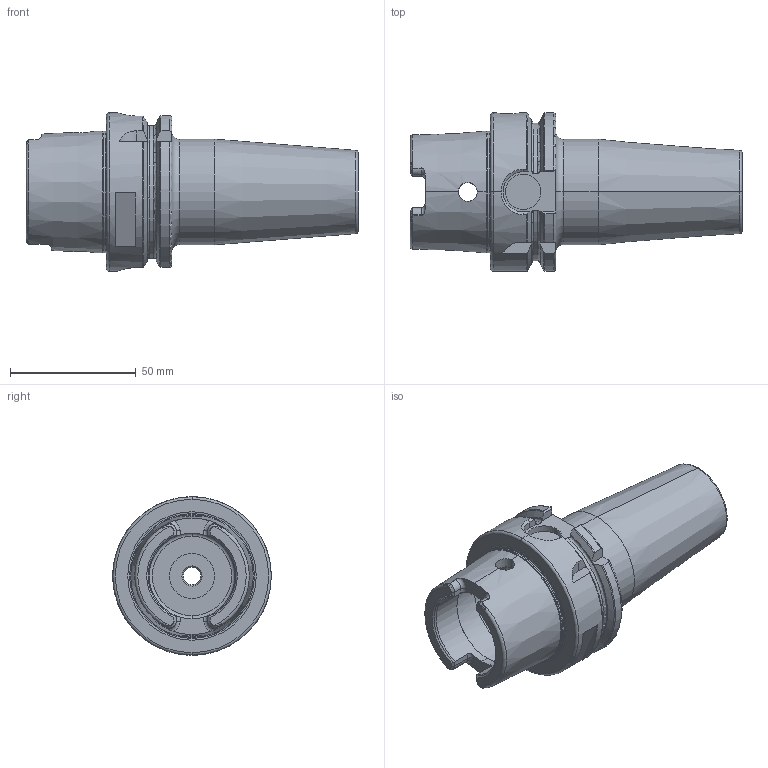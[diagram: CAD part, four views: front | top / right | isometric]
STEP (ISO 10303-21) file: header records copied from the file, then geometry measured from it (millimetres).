
FILE_DESCRIPTION (( 'STEP AP203' ), '1' );
FILE_NAME ('HA63A220-20100HP1.STEP', '2020-09-28T03:59:03', ( 'user' ), ( '' ), 'SwSTEP 2.0', 'SolidWorks 2013', '' );
FILE_SCHEMA (( 'CONFIG_CONTROL_DESIGN' ));
Length unit declared in the file: millimetre
Products named in the file (1): HA63A220-20100HP1
Bounding box: 132 x 63 x 63 mm (x, y, z)
Volume: 149185.6 mm3; surface area: 34402.7 mm2
Topology: 1 solids, 1 shells, 200 faces, 507 edges, 314 vertices
Faces by surface type: plane 65, cylinder 50, torus 39, cone 34, bspline 12
Entity records: 7486 total; most frequent: CARTESIAN_POINT 2793, ORIENTED_EDGE 1014, DIRECTION 911, EDGE_CURVE 507, AXIS2_PLACEMENT_3D 370, VERTEX_POINT 314, EDGE_LOOP 211, ADVANCED_FACE 200
